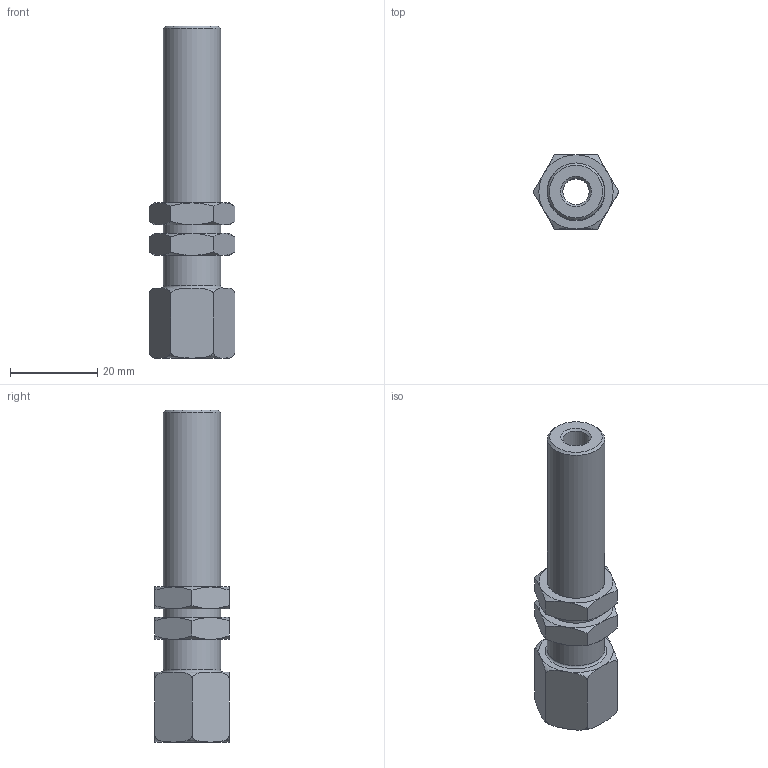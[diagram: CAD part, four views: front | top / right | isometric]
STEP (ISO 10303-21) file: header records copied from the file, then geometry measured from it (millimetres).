
FILE_DESCRIPTION(/* description */ ('Screwd connection with hole, 60mm'),/* implementation_level */ '2;1');
FILE_NAME(/* name */ '290_1046_ Schottverschraubung_60.stp',/* time_stamp */ '2019-06-26T07:35:27+02:00',/* author */ ('PascalZweiacker'),/* organization */ (''),/* preprocessor_version */ 'ST-DEVELOPER v17',/* originating_system */ 'Autodesk Inventor 2018',/* authorisation */ '');
FILE_SCHEMA (('AUTOMOTIVE_DESIGN { 1 0 10303 214 3 1 1 }'));
Length unit declared in the file: millimetre
Products named in the file (1): 290.1046
Bounding box: 19.63 x 17 x 76 mm (x, y, z)
Volume: 10162.8 mm3; surface area: 6046.4 mm2
Topology: 1 solids, 1 shells, 75 faces, 176 edges, 109 vertices
Faces by surface type: cone 31, plane 26, torus 13, cylinder 5
Full cylindrical faces by diameter (mm): 6 x1, 11.445 x1, 13.1 x3
Entity records: 2425 total; most frequent: CARTESIAN_POINT 721, ORIENTED_EDGE 352, DIRECTION 318, EDGE_CURVE 176, AXIS2_PLACEMENT_3D 138, VERTEX_POINT 109, EDGE_LOOP 83, STYLED_ITEM 76
